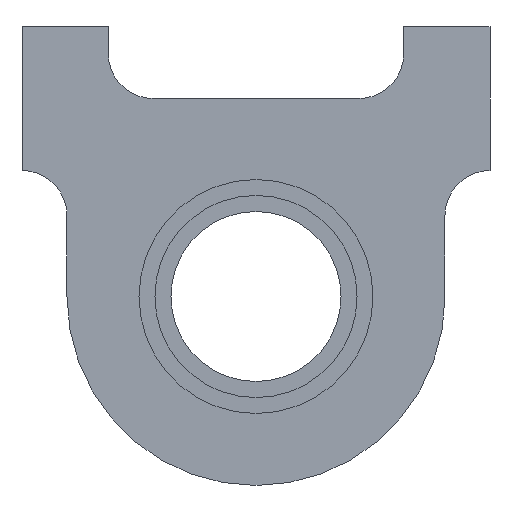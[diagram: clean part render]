
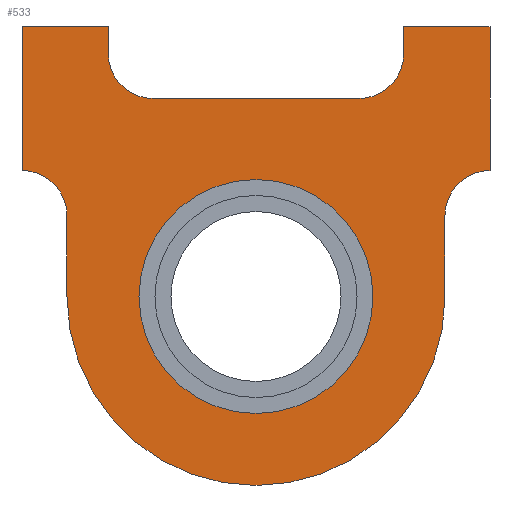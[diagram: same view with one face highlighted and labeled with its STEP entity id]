
A CAD part, front view. The second image highlights one B-rep face of the part: STEP entity #533.
In plain terms, the highlighted planar face has unit normal (0, -1, 0).
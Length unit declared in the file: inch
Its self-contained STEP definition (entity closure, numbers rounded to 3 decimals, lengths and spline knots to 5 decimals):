
#1 = CARTESIAN_POINT ( 'NONE',  ( -0.65, 0., 0.35 ) ) ;
#9 = DIRECTION ( 'NONE',  ( 0., 0., -1. ) ) ;
#12 = CARTESIAN_POINT ( 'NONE',  ( 0., 0., 0. ) ) ;
#14 = CARTESIAN_POINT ( 'NONE',  ( -0.2856, 0., 0.675 ) ) ;
#17 = ORIENTED_EDGE ( 'NONE', *, *, #973, .F. ) ;
#22 = CARTESIAN_POINT ( 'NONE',  ( -0.4106, 0., 0.75 ) ) ;
#24 = EDGE_CURVE ( 'NONE', #760, #1118, #364, .T. ) ;
#33 = DIRECTION ( 'NONE',  ( 0., 0., 1. ) ) ;
#36 = AXIS2_PLACEMENT_3D ( 'NONE', #1201, #1163, #1153 ) ;
#57 = LINE ( 'NONE', #181, #1690 ) ;
#71 = CARTESIAN_POINT ( 'NONE',  ( -0.4106, 0., 0.675 ) ) ;
#93 = CARTESIAN_POINT ( 'NONE',  ( 0., 0., -0.525 ) ) ;
#131 = DIRECTION ( 'NONE',  ( 0., 0., 1. ) ) ;
#148 = DIRECTION ( 'NONE',  ( 0., 1., 0. ) ) ;
#159 = DIRECTION ( 'NONE',  ( 0., 1., 0. ) ) ;
#181 = CARTESIAN_POINT ( 'NONE',  ( 0.65, 0., 0.35 ) ) ;
#189 = CARTESIAN_POINT ( 'NONE',  ( 0.65, 0., 0.35 ) ) ;
#190 = DIRECTION ( 'NONE',  ( 0., 0., -1. ) ) ;
#193 = ORIENTED_EDGE ( 'NONE', *, *, #707, .T. ) ;
#200 = VECTOR ( 'NONE', #1098, 39.37008 ) ;
#237 = CARTESIAN_POINT ( 'NONE',  ( 0.2856, 0., 0.675 ) ) ;
#241 = CIRCLE ( 'NONE', #761, 0.125 ) ;
#243 = AXIS2_PLACEMENT_3D ( 'NONE', #780, #777, #769 ) ;
#290 = FACE_BOUND ( 'NONE', #937, .T. ) ;
#304 = ORIENTED_EDGE ( 'NONE', *, *, #1242, .F. ) ;
#322 = EDGE_CURVE ( 'NONE', #1133, #1330, #994, .T. ) ;
#328 = VERTEX_POINT ( 'NONE', #1380 ) ;
#334 = EDGE_CURVE ( 'NONE', #1492, #1577, #950, .T. ) ;
#342 = DIRECTION ( 'NONE',  ( 0., 0., 1. ) ) ;
#346 = CARTESIAN_POINT ( 'NONE',  ( 0., 0., 0.325 ) ) ;
#353 = CARTESIAN_POINT ( 'NONE',  ( -0.525, 0., 0. ) ) ;
#364 = LINE ( 'NONE', #1170, #200 ) ;
#385 = CARTESIAN_POINT ( 'NONE',  ( -0.65, 0., 0.75 ) ) ;
#397 = VECTOR ( 'NONE', #471, 39.37008 ) ;
#413 = ORIENTED_EDGE ( 'NONE', *, *, #1467, .T. ) ;
#430 = FACE_OUTER_BOUND ( 'NONE', #1271, .T. ) ;
#432 = EDGE_CURVE ( 'NONE', #1193, #1088, #545, .T. ) ;
#453 = CARTESIAN_POINT ( 'NONE',  ( 0.65, 0., 0.75 ) ) ;
#457 = VERTEX_POINT ( 'NONE', #1282 ) ;
#466 = DIRECTION ( 'NONE',  ( 0., 0., 1. ) ) ;
#471 = DIRECTION ( 'NONE',  ( 1., 0., 0. ) ) ;
#487 = VERTEX_POINT ( 'NONE', #913 ) ;
#491 = AXIS2_PLACEMENT_3D ( 'NONE', #12, #159, #1062 ) ;
#495 = CARTESIAN_POINT ( 'NONE',  ( -0.4106, 0., 0.75 ) ) ;
#497 = EDGE_CURVE ( 'NONE', #1507, #1492, #631, .T. ) ;
#518 = LINE ( 'NONE', #453, #397 ) ;
#526 = DIRECTION ( 'NONE',  ( 0., 1., 0. ) ) ;
#527 = AXIS2_PLACEMENT_3D ( 'NONE', #237, #148, #131 ) ;
#533 = ADVANCED_FACE ( 'NONE', ( #290, #430 ), #657, .F. ) ;
#534 = VERTEX_POINT ( 'NONE', #495 ) ;
#545 = CIRCLE ( 'NONE', #36, 0.325 ) ;
#560 = CARTESIAN_POINT ( 'NONE',  ( 0., 0., 0. ) ) ;
#561 = EDGE_CURVE ( 'NONE', #760, #1503, #241, .T. ) ;
#590 = ORIENTED_EDGE ( 'NONE', *, *, #497, .F. ) ;
#597 = VECTOR ( 'NONE', #1226, 39.37008 ) ;
#614 = DIRECTION ( 'NONE',  ( 0., 0., 1. ) ) ;
#624 = DIRECTION ( 'NONE',  ( 0., 0., 1. ) ) ;
#627 = DIRECTION ( 'NONE',  ( 0., 1., 0. ) ) ;
#631 = CIRCLE ( 'NONE', #243, 0.525 ) ;
#643 = VECTOR ( 'NONE', #342, 39.37008 ) ;
#655 = ORIENTED_EDGE ( 'NONE', *, *, #912, .F. ) ;
#657 = PLANE ( 'NONE',  #659 ) ;
#659 = AXIS2_PLACEMENT_3D ( 'NONE', #560, #526, #624 ) ;
#696 = AXIS2_PLACEMENT_3D ( 'NONE', #697, #627, #614 ) ;
#697 = CARTESIAN_POINT ( 'NONE',  ( 0., 0., 0. ) ) ;
#698 = LINE ( 'NONE', #700, #597 ) ;
#700 = CARTESIAN_POINT ( 'NONE',  ( 0.525, 0., 0. ) ) ;
#704 = ORIENTED_EDGE ( 'NONE', *, *, #835, .F. ) ;
#707 = EDGE_CURVE ( 'NONE', #487, #1084, #922, .T. ) ;
#716 = CIRCLE ( 'NONE', #527, 0.125 ) ;
#724 = CARTESIAN_POINT ( 'NONE',  ( 0.525, 0., 0. ) ) ;
#736 = LINE ( 'NONE', #353, #643 ) ;
#740 = DIRECTION ( 'NONE',  ( 0., 0., 1. ) ) ;
#747 = DIRECTION ( 'NONE',  ( 0., 1., 0. ) ) ;
#755 = CARTESIAN_POINT ( 'NONE',  ( -0.2856, 0., 0.55 ) ) ;
#760 = VERTEX_POINT ( 'NONE', #755 ) ;
#761 = AXIS2_PLACEMENT_3D ( 'NONE', #14, #1645, #1616 ) ;
#769 = DIRECTION ( 'NONE',  ( 0., 0., 1. ) ) ;
#777 = DIRECTION ( 'NONE',  ( 0., 1., 0. ) ) ;
#780 = CARTESIAN_POINT ( 'NONE',  ( 0., 0., 0. ) ) ;
#835 = EDGE_CURVE ( 'NONE', #328, #457, #518, .T. ) ;
#840 = ORIENTED_EDGE ( 'NONE', *, *, #24, .F. ) ;
#851 = CARTESIAN_POINT ( 'NONE',  ( -0.65, 0., 0.225 ) ) ;
#901 = VECTOR ( 'NONE', #33, 39.37008 ) ;
#912 = EDGE_CURVE ( 'NONE', #457, #1084, #57, .T. ) ;
#913 = CARTESIAN_POINT ( 'NONE',  ( 0.525, 0., 0.225 ) ) ;
#919 = DIRECTION ( 'NONE',  ( 0., 0., 1. ) ) ;
#922 = CIRCLE ( 'NONE', #1425, 0.125 ) ;
#924 = DIRECTION ( 'NONE',  ( 0., 1., 0. ) ) ;
#932 = CARTESIAN_POINT ( 'NONE',  ( -0.525, 0., 0.225 ) ) ;
#933 = CARTESIAN_POINT ( 'NONE',  ( 0.65, 0., 0.225 ) ) ;
#936 = AXIS2_PLACEMENT_3D ( 'NONE', #851, #747, #740 ) ;
#937 = EDGE_LOOP ( 'NONE', ( #1364, #1142 ) ) ;
#950 = CIRCLE ( 'NONE', #696, 0.525 ) ;
#957 = CARTESIAN_POINT ( 'NONE',  ( 0., 0., -0.325 ) ) ;
#973 = EDGE_CURVE ( 'NONE', #534, #1503, #1446, .T. ) ;
#974 = ORIENTED_EDGE ( 'NONE', *, *, #1067, .F. ) ;
#994 = LINE ( 'NONE', #1, #901 ) ;
#1039 = ORIENTED_EDGE ( 'NONE', *, *, #1675, .F. ) ;
#1062 = DIRECTION ( 'NONE',  ( 0., 0., 1. ) ) ;
#1067 = EDGE_CURVE ( 'NONE', #487, #1507, #698, .T. ) ;
#1070 = ORIENTED_EDGE ( 'NONE', *, *, #1512, .T. ) ;
#1071 = DIRECTION ( 'NONE',  ( 1., 0., 0. ) ) ;
#1082 = CARTESIAN_POINT ( 'NONE',  ( -0.65, 0., 0.75 ) ) ;
#1084 = VERTEX_POINT ( 'NONE', #189 ) ;
#1088 = VERTEX_POINT ( 'NONE', #346 ) ;
#1094 = VERTEX_POINT ( 'NONE', #1570 ) ;
#1098 = DIRECTION ( 'NONE',  ( 1., 0., 0. ) ) ;
#1118 = VERTEX_POINT ( 'NONE', #1554 ) ;
#1133 = VERTEX_POINT ( 'NONE', #1316 ) ;
#1138 = ORIENTED_EDGE ( 'NONE', *, *, #334, .F. ) ;
#1142 = ORIENTED_EDGE ( 'NONE', *, *, #432, .T. ) ;
#1153 = DIRECTION ( 'NONE',  ( 0., 0., 1. ) ) ;
#1155 = ORIENTED_EDGE ( 'NONE', *, *, #1172, .F. ) ;
#1156 = CARTESIAN_POINT ( 'NONE',  ( -0.525, 0., 0. ) ) ;
#1163 = DIRECTION ( 'NONE',  ( 0., 1., 0. ) ) ;
#1170 = CARTESIAN_POINT ( 'NONE',  ( -0.4106, 0., 0.55 ) ) ;
#1172 = EDGE_CURVE ( 'NONE', #1330, #534, #1247, .T. ) ;
#1175 = VECTOR ( 'NONE', #1071, 39.37008 ) ;
#1193 = VERTEX_POINT ( 'NONE', #957 ) ;
#1194 = VERTEX_POINT ( 'NONE', #932 ) ;
#1201 = CARTESIAN_POINT ( 'NONE',  ( 0., 0., 0. ) ) ;
#1215 = CIRCLE ( 'NONE', #491, 0.325 ) ;
#1226 = DIRECTION ( 'NONE',  ( 0., 0., -1. ) ) ;
#1242 = EDGE_CURVE ( 'NONE', #1577, #1194, #736, .T. ) ;
#1247 = LINE ( 'NONE', #1082, #1175 ) ;
#1263 = VECTOR ( 'NONE', #9, 39.37008 ) ;
#1271 = EDGE_LOOP ( 'NONE', ( #590, #974, #193, #655, #704, #1039, #413, #840, #1635, #17, #1155, #1346, #1070, #304, #1138 ) ) ;
#1279 = CARTESIAN_POINT ( 'NONE',  ( 0.4106, 0., 0.75 ) ) ;
#1282 = CARTESIAN_POINT ( 'NONE',  ( 0.65, 0., 0.75 ) ) ;
#1316 = CARTESIAN_POINT ( 'NONE',  ( -0.65, 0., 0.35 ) ) ;
#1330 = VERTEX_POINT ( 'NONE', #385 ) ;
#1346 = ORIENTED_EDGE ( 'NONE', *, *, #322, .F. ) ;
#1364 = ORIENTED_EDGE ( 'NONE', *, *, #1695, .T. ) ;
#1380 = CARTESIAN_POINT ( 'NONE',  ( 0.4106, 0., 0.75 ) ) ;
#1425 = AXIS2_PLACEMENT_3D ( 'NONE', #933, #924, #919 ) ;
#1441 = LINE ( 'NONE', #1279, #1514 ) ;
#1446 = LINE ( 'NONE', #22, #1263 ) ;
#1467 = EDGE_CURVE ( 'NONE', #1094, #1118, #716, .T. ) ;
#1492 = VERTEX_POINT ( 'NONE', #93 ) ;
#1503 = VERTEX_POINT ( 'NONE', #71 ) ;
#1507 = VERTEX_POINT ( 'NONE', #724 ) ;
#1512 = EDGE_CURVE ( 'NONE', #1133, #1194, #1541, .T. ) ;
#1514 = VECTOR ( 'NONE', #466, 39.37008 ) ;
#1541 = CIRCLE ( 'NONE', #936, 0.125 ) ;
#1554 = CARTESIAN_POINT ( 'NONE',  ( 0.2856, 0., 0.55 ) ) ;
#1570 = CARTESIAN_POINT ( 'NONE',  ( 0.4106, 0., 0.675 ) ) ;
#1577 = VERTEX_POINT ( 'NONE', #1156 ) ;
#1616 = DIRECTION ( 'NONE',  ( 0., 0., 1. ) ) ;
#1635 = ORIENTED_EDGE ( 'NONE', *, *, #561, .T. ) ;
#1645 = DIRECTION ( 'NONE',  ( 0., 1., 0. ) ) ;
#1675 = EDGE_CURVE ( 'NONE', #1094, #328, #1441, .T. ) ;
#1690 = VECTOR ( 'NONE', #190, 39.37008 ) ;
#1695 = EDGE_CURVE ( 'NONE', #1088, #1193, #1215, .T. ) ;
